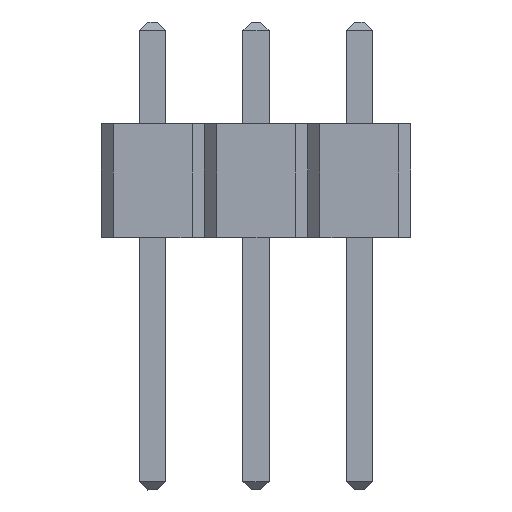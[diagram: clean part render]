
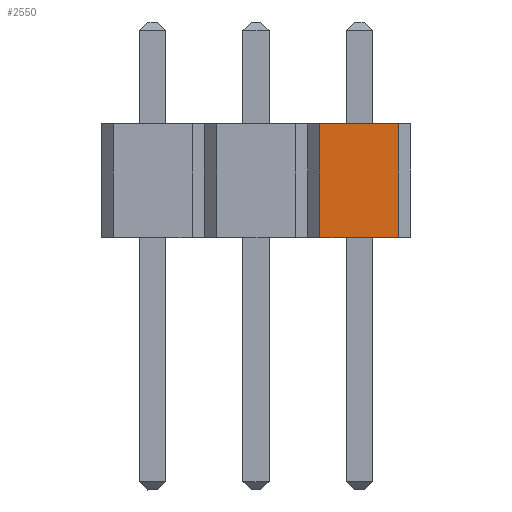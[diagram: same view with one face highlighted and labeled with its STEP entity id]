
A CAD part, top view. The second image highlights one B-rep face of the part: STEP entity #2550.
In plain terms, the highlighted face is planar.
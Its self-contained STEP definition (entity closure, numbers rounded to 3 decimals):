
#66 = LINE ( 'NONE', #2840, #3206 ) ;
#158 = DIRECTION ( 'NONE',  ( 0., 0., -1. ) ) ;
#240 = CARTESIAN_POINT ( 'NONE',  ( 1.57, 2.54, 2.8 ) ) ;
#306 = VERTEX_POINT ( 'NONE', #3304 ) ;
#458 = CARTESIAN_POINT ( 'NONE',  ( 3.51, 2.54, 2.8 ) ) ;
#513 = LINE ( 'NONE', #3854, #2070 ) ;
#896 = ORIENTED_EDGE ( 'NONE', *, *, #1102, .F. ) ;
#919 = EDGE_CURVE ( 'NONE', #2767, #3334, #2593, .T. ) ;
#937 = DIRECTION ( 'NONE',  ( -1., 0., 0. ) ) ;
#952 = CARTESIAN_POINT ( 'NONE',  ( 1.57, 2.54, 0. ) ) ;
#1102 = EDGE_CURVE ( 'NONE', #2767, #1592, #66, .T. ) ;
#1117 = DIRECTION ( 'NONE',  ( 0., 0., -1. ) ) ;
#1342 = VECTOR ( 'NONE', #158, 1000. ) ;
#1473 = FACE_OUTER_BOUND ( 'NONE', #2724, .T. ) ;
#1592 = VERTEX_POINT ( 'NONE', #3196 ) ;
#1767 = VECTOR ( 'NONE', #3425, 1000. ) ;
#2070 = VECTOR ( 'NONE', #1117, 1000. ) ;
#2106 = CARTESIAN_POINT ( 'NONE',  ( 3.51, 2.54, 2.8 ) ) ;
#2493 = LINE ( 'NONE', #952, #1767 ) ;
#2550 = ADVANCED_FACE ( 'NONE', ( #1473 ), #3527, .F. ) ;
#2581 = ORIENTED_EDGE ( 'NONE', *, *, #4000, .F. ) ;
#2593 = LINE ( 'NONE', #458, #1342 ) ;
#2724 = EDGE_LOOP ( 'NONE', ( #3580, #2581, #896, #3556 ) ) ;
#2740 = DIRECTION ( 'NONE',  ( 1., 0., 0. ) ) ;
#2761 = DIRECTION ( 'NONE',  ( 0., -1., 0. ) ) ;
#2767 = VERTEX_POINT ( 'NONE', #2106 ) ;
#2840 = CARTESIAN_POINT ( 'NONE',  ( 1.57, 2.54, 2.8 ) ) ;
#2959 = EDGE_CURVE ( 'NONE', #3334, #306, #2493, .T. ) ;
#3196 = CARTESIAN_POINT ( 'NONE',  ( 1.57, 2.54, 2.8 ) ) ;
#3206 = VECTOR ( 'NONE', #937, 1000. ) ;
#3304 = CARTESIAN_POINT ( 'NONE',  ( 1.57, 2.54, 0. ) ) ;
#3334 = VERTEX_POINT ( 'NONE', #3697 ) ;
#3425 = DIRECTION ( 'NONE',  ( -1., 0., 0. ) ) ;
#3527 = PLANE ( 'NONE',  #3702 ) ;
#3556 = ORIENTED_EDGE ( 'NONE', *, *, #919, .T. ) ;
#3580 = ORIENTED_EDGE ( 'NONE', *, *, #2959, .T. ) ;
#3697 = CARTESIAN_POINT ( 'NONE',  ( 3.51, 2.54, 0. ) ) ;
#3702 = AXIS2_PLACEMENT_3D ( 'NONE', #240, #2761, #2740 ) ;
#3854 = CARTESIAN_POINT ( 'NONE',  ( 1.57, 2.54, 2.8 ) ) ;
#4000 = EDGE_CURVE ( 'NONE', #1592, #306, #513, .T. ) ;
